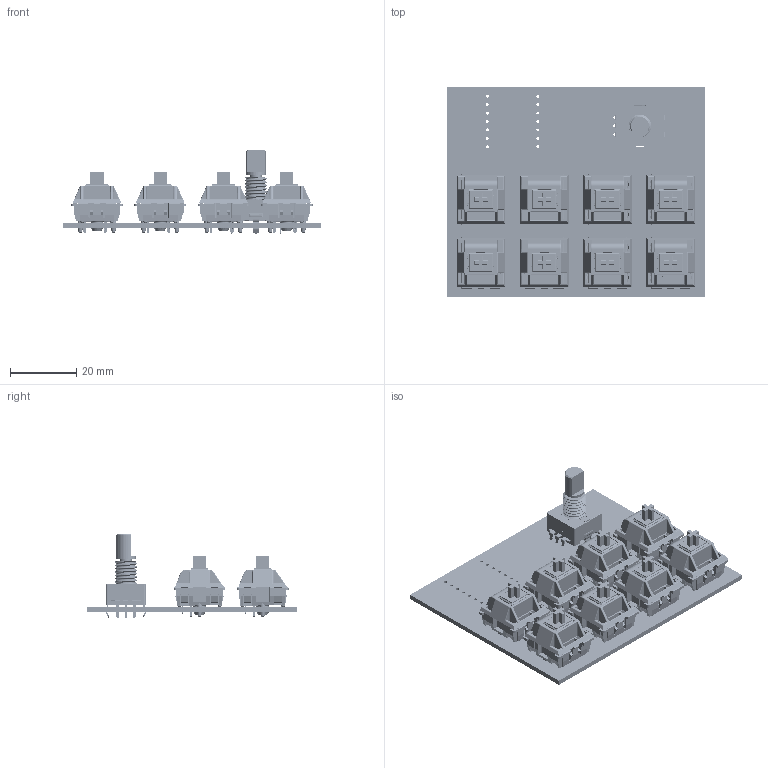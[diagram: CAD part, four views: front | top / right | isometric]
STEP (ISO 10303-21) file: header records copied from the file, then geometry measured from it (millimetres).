
FILE_DESCRIPTION(('KiCad electronic assembly'),'2;1');
FILE_NAME('HackPad.step','2025-12-27T13:42:04',('Pcbnew'),('Kicad'), 'Open CASCADE STEP processor 7.9','KiCad to STEP converter','Unknown' );
FILE_SCHEMA(('AUTOMOTIVE_DESIGN { 1 0 10303 214 1 1 1 1 }'));
Length unit declared in the file: millimetre
Products named in the file (5): HackPad 1; EC11; MX_PCB; HackPad_PCB; HackPad 2
Assembly tree (10 placements, depth 2):
  HackPad 1
    EC11
    MX_PCB  x8
    HackPad_PCB
  HackPad 2
Bounding box: 78 x 63.4 x 25.1 mm (x, y, z)
Volume: 16532.7 mm3; surface area: 38048.9 mm2
Topology: 63 solids, 63 shells, 7929 faces, 20953 edges, 13227 vertices
Faces by surface type: plane 4912, cylinder 2170, torus 288, bspline 268, sphere 208, cone 83
Full cylindrical faces by diameter (mm): 0.889 x14, 1 x5, 1.5 x16, 1.75 x16, 4 x8
Entity records: 60953 total; most frequent: CARTESIAN_POINT 18995, ORIENTED_EDGE 7164, DIRECTION 6604, EDGE_CURVE 3582, LINE 2642, VECTOR 2642, VERTEX_POINT 2286, AXIS2_PLACEMENT_3D 1981
